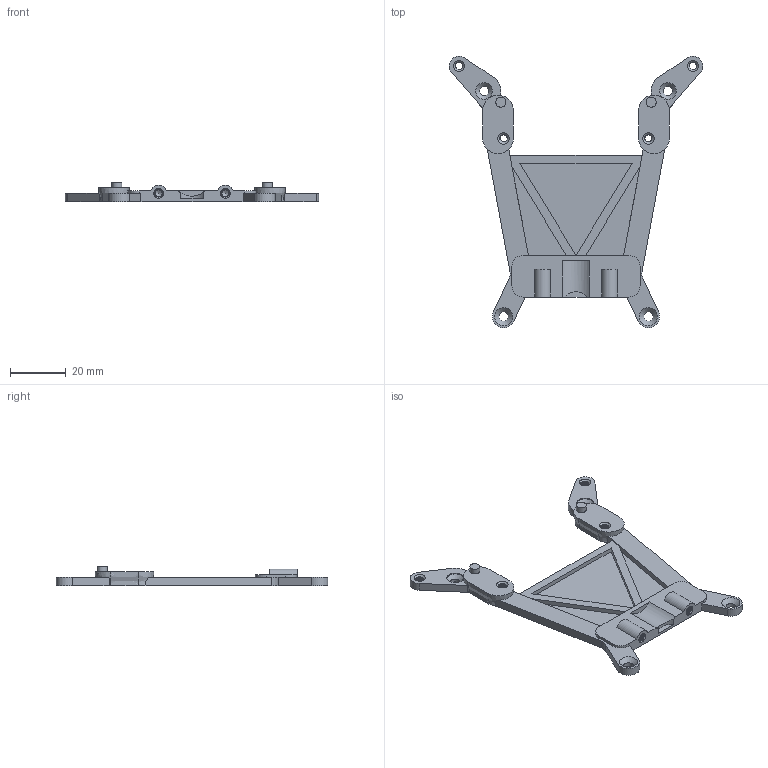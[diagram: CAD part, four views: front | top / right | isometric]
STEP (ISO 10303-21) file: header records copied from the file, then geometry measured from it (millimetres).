
FILE_DESCRIPTION(('FreeCAD Model'),'2;1');
FILE_NAME('Open CASCADE Shape Model','2024-10-18T16:23:23',(''),(''), 'Open CASCADE STEP processor 7.8','FreeCAD','Unknown');
FILE_SCHEMA(('AUTOMOTIVE_DESIGN { 1 0 10303 214 1 1 1 1 }'));
Length unit declared in the file: millimetre
Products named in the file (1): Pad040005649
Bounding box: 91 x 97.47 x 7 mm (x, y, z)
Volume: 9795.1 mm3; surface area: 9995 mm2
Topology: 1 solids, 1 shells, 325 faces, 822 edges, 504 vertices
Faces by surface type: bspline 202, cylinder 67, plane 42, cone 14
Full cylindrical faces by diameter (mm): 2.52 x28, 2.6 x4, 3.4 x4, 3.6 x2, 6 x2
Entity records: 30025 total; most frequent: CARTESIAN_POINT 23889, ORIENTED_EDGE 1640, EDGE_CURVE 820, DIRECTION 595, B_SPLINE_CURVE_WITH_KNOTS 559, VERTEX_POINT 504, FACE_BOUND 348, EDGE_LOOP 348
